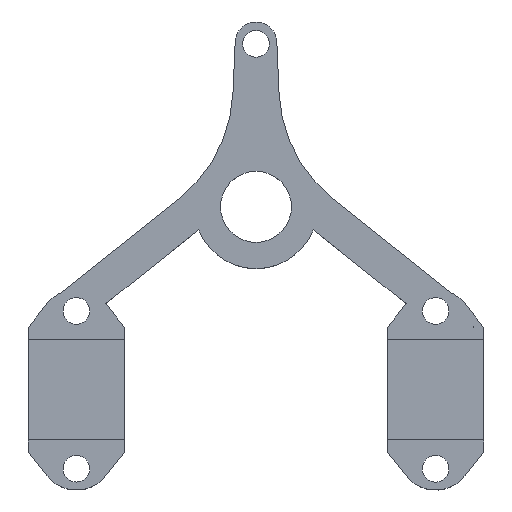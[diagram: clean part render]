
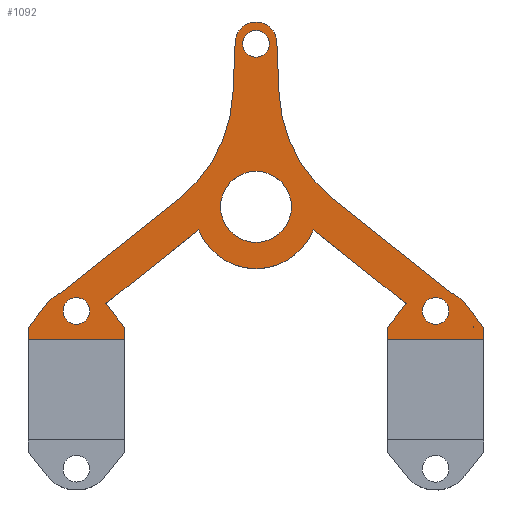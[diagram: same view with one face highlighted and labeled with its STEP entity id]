
A CAD part, top view. The second image highlights one B-rep face of the part: STEP entity #1092.
In plain terms, the highlighted planar face has unit normal (0, 0, 1).
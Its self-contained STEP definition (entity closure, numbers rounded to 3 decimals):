
#13=CIRCLE('',#1154,7.4);
#15=CIRCLE('',#1159,17.);
#17=CIRCLE('',#1163,2.498);
#19=CIRCLE('',#1167,17.);
#20=CIRCLE('',#1169,1.6);
#22=CIRCLE('',#1173,4.25);
#24=CIRCLE('',#1176,4.5);
#25=CIRCLE('',#1177,4.5);
#26=CIRCLE('',#1178,4.5);
#27=CIRCLE('',#1179,4.5);
#28=CIRCLE('',#1180,1.6);
#29=CIRCLE('',#1181,1.6);
#30=CIRCLE('',#1182,1.6);
#112=ORIENTED_EDGE('',*,*,#417,.F.);
#113=ORIENTED_EDGE('',*,*,#420,.F.);
#114=ORIENTED_EDGE('',*,*,#421,.F.);
#115=ORIENTED_EDGE('',*,*,#422,.F.);
#116=ORIENTED_EDGE('',*,*,#423,.T.);
#117=ORIENTED_EDGE('',*,*,#424,.T.);
#118=ORIENTED_EDGE('',*,*,#425,.T.);
#119=ORIENTED_EDGE('',*,*,#386,.T.);
#120=ORIENTED_EDGE('',*,*,#390,.T.);
#121=ORIENTED_EDGE('',*,*,#393,.F.);
#122=ORIENTED_EDGE('',*,*,#426,.F.);
#123=ORIENTED_EDGE('',*,*,#427,.F.);
#124=ORIENTED_EDGE('',*,*,#428,.F.);
#125=ORIENTED_EDGE('',*,*,#429,.T.);
#126=ORIENTED_EDGE('',*,*,#430,.T.);
#127=ORIENTED_EDGE('',*,*,#431,.T.);
#128=ORIENTED_EDGE('',*,*,#396,.T.);
#129=ORIENTED_EDGE('',*,*,#400,.F.);
#130=ORIENTED_EDGE('',*,*,#403,.T.);
#131=ORIENTED_EDGE('',*,*,#406,.T.);
#132=ORIENTED_EDGE('',*,*,#409,.F.);
#133=ORIENTED_EDGE('',*,*,#412,.F.);
#134=ORIENTED_EDGE('',*,*,#413,.F.);
#135=ORIENTED_EDGE('',*,*,#418,.F.);
#136=ORIENTED_EDGE('',*,*,#432,.F.);
#137=ORIENTED_EDGE('',*,*,#433,.T.);
#138=ORIENTED_EDGE('',*,*,#434,.F.);
#139=ORIENTED_EDGE('',*,*,#435,.F.);
#140=ORIENTED_EDGE('',*,*,#436,.T.);
#386=EDGE_CURVE('',#545,#544,#650,.T.);
#390=EDGE_CURVE('',#544,#547,#13,.T.);
#393=EDGE_CURVE('',#549,#547,#655,.T.);
#396=EDGE_CURVE('',#553,#552,#658,.T.);
#400=EDGE_CURVE('',#555,#552,#15,.T.);
#403=EDGE_CURVE('',#555,#557,#663,.T.);
#406=EDGE_CURVE('',#557,#559,#17,.T.);
#409=EDGE_CURVE('',#561,#559,#667,.T.);
#412=EDGE_CURVE('',#563,#561,#19,.T.);
#413=EDGE_CURVE('',#564,#564,#20,.T.);
#417=EDGE_CURVE('',#567,#563,#671,.T.);
#418=EDGE_CURVE('',#568,#568,#22,.T.);
#420=EDGE_CURVE('',#570,#567,#24,.T.);
#421=EDGE_CURVE('',#571,#570,#672,.T.);
#422=EDGE_CURVE('',#572,#571,#673,.T.);
#423=EDGE_CURVE('',#572,#573,#674,.T.);
#424=EDGE_CURVE('',#573,#574,#675,.T.);
#425=EDGE_CURVE('',#574,#545,#676,.T.);
#426=EDGE_CURVE('',#575,#549,#677,.T.);
#427=EDGE_CURVE('',#576,#575,#678,.T.);
#428=EDGE_CURVE('',#577,#576,#679,.T.);
#429=EDGE_CURVE('',#577,#578,#680,.T.);
#430=EDGE_CURVE('',#578,#579,#681,.T.);
#431=EDGE_CURVE('',#579,#553,#25,.T.);
#432=EDGE_CURVE('',#580,#581,#26,.T.);
#433=EDGE_CURVE('',#580,#581,#27,.T.);
#434=EDGE_CURVE('',#582,#583,#28,.T.);
#435=EDGE_CURVE('',#583,#582,#29,.T.);
#436=EDGE_CURVE('',#584,#584,#30,.T.);
#544=VERTEX_POINT('',#1567);
#545=VERTEX_POINT('',#1569);
#547=VERTEX_POINT('',#1575);
#549=VERTEX_POINT('',#1581);
#552=VERTEX_POINT('',#1588);
#553=VERTEX_POINT('',#1590);
#555=VERTEX_POINT('',#1596);
#557=VERTEX_POINT('',#1602);
#559=VERTEX_POINT('',#1608);
#561=VERTEX_POINT('',#1614);
#563=VERTEX_POINT('',#1620);
#564=VERTEX_POINT('',#1624);
#567=VERTEX_POINT('',#1631);
#568=VERTEX_POINT('',#1635);
#570=VERTEX_POINT('',#1640);
#571=VERTEX_POINT('',#1642);
#572=VERTEX_POINT('',#1644);
#573=VERTEX_POINT('',#1646);
#574=VERTEX_POINT('',#1648);
#575=VERTEX_POINT('',#1651);
#576=VERTEX_POINT('',#1653);
#577=VERTEX_POINT('',#1655);
#578=VERTEX_POINT('',#1657);
#579=VERTEX_POINT('',#1659);
#580=VERTEX_POINT('',#1662);
#581=VERTEX_POINT('',#1663);
#582=VERTEX_POINT('',#1666);
#583=VERTEX_POINT('',#1667);
#584=VERTEX_POINT('',#1670);
#650=LINE('',#1568,#770);
#655=LINE('',#1582,#775);
#658=LINE('',#1589,#778);
#663=LINE('',#1603,#783);
#667=LINE('',#1615,#787);
#671=LINE('',#1632,#791);
#672=LINE('',#1641,#792);
#673=LINE('',#1643,#793);
#674=LINE('',#1645,#794);
#675=LINE('',#1647,#795);
#676=LINE('',#1649,#796);
#677=LINE('',#1650,#797);
#678=LINE('',#1652,#798);
#679=LINE('',#1654,#799);
#680=LINE('',#1656,#800);
#681=LINE('',#1658,#801);
#770=VECTOR('',#1253,1000.);
#775=VECTOR('',#1266,1000.);
#778=VECTOR('',#1271,1000.);
#783=VECTOR('',#1284,1000.);
#787=VECTOR('',#1296,1000.);
#791=VECTOR('',#1314,1000.);
#792=VECTOR('',#1325,1000.);
#793=VECTOR('',#1326,1000.);
#794=VECTOR('',#1327,1000.);
#795=VECTOR('',#1328,1000.);
#796=VECTOR('',#1329,1000.);
#797=VECTOR('',#1330,1000.);
#798=VECTOR('',#1331,1000.);
#799=VECTOR('',#1332,1000.);
#800=VECTOR('',#1333,1000.);
#801=VECTOR('',#1334,1000.);
#902=EDGE_LOOP('',(#112,#113,#114,#115,#116,#117,#118,#119,#120,#121,#122,
#123,#124,#125,#126,#127,#128,#129,#130,#131,#132,#133));
#903=EDGE_LOOP('',(#134));
#904=EDGE_LOOP('',(#135));
#905=EDGE_LOOP('',(#136,#137));
#906=EDGE_LOOP('',(#138,#139));
#907=EDGE_LOOP('',(#140));
#978=FACE_BOUND('',#902,.T.);
#979=FACE_BOUND('',#903,.T.);
#980=FACE_BOUND('',#904,.T.);
#981=FACE_BOUND('',#905,.T.);
#982=FACE_BOUND('',#906,.T.);
#983=FACE_BOUND('',#907,.T.);
#1046=PLANE('',#1175);
#1092=ADVANCED_FACE('',(#978,#979,#980,#981,#982,#983),#1046,.T.);
#1154=AXIS2_PLACEMENT_3D('',#1576,#1260,#1261);
#1159=AXIS2_PLACEMENT_3D('',#1597,#1278,#1279);
#1163=AXIS2_PLACEMENT_3D('',#1609,#1290,#1291);
#1167=AXIS2_PLACEMENT_3D('',#1621,#1302,#1303);
#1169=AXIS2_PLACEMENT_3D('',#1623,#1306,#1307);
#1173=AXIS2_PLACEMENT_3D('',#1634,#1317,#1318);
#1175=AXIS2_PLACEMENT_3D('',#1638,#1321,#1322);
#1176=AXIS2_PLACEMENT_3D('',#1639,#1323,#1324);
#1177=AXIS2_PLACEMENT_3D('',#1660,#1335,#1336);
#1178=AXIS2_PLACEMENT_3D('',#1661,#1337,#1338);
#1179=AXIS2_PLACEMENT_3D('',#1664,#1339,#1340);
#1180=AXIS2_PLACEMENT_3D('',#1665,#1341,#1342);
#1181=AXIS2_PLACEMENT_3D('',#1668,#1343,#1344);
#1182=AXIS2_PLACEMENT_3D('',#1669,#1345,#1346);
#1253=DIRECTION('',(0.783,0.623,0.));
#1260=DIRECTION('',(0.,0.,1.));
#1261=DIRECTION('',(1.,0.,0.));
#1266=DIRECTION('',(-0.783,0.623,0.));
#1271=DIRECTION('',(-0.783,0.623,0.));
#1278=DIRECTION('',(0.,0.,1.));
#1279=DIRECTION('',(1.,0.,0.));
#1284=DIRECTION('',(-0.044,0.999,0.));
#1290=DIRECTION('',(0.,0.,1.));
#1291=DIRECTION('',(1.,0.,0.));
#1296=DIRECTION('',(0.044,0.999,0.));
#1302=DIRECTION('',(0.,0.,1.));
#1303=DIRECTION('',(1.,0.,0.));
#1306=DIRECTION('',(0.,0.,1.));
#1307=DIRECTION('',(1.,0.,0.));
#1314=DIRECTION('',(0.783,0.623,0.));
#1317=DIRECTION('',(0.,0.,1.));
#1318=DIRECTION('',(1.,0.,0.));
#1321=DIRECTION('',(0.,0.,1.));
#1322=DIRECTION('',(1.,0.,0.));
#1323=DIRECTION('',(0.,0.,-1.));
#1324=DIRECTION('',(1.,0.,0.));
#1325=DIRECTION('',(0.623,0.783,0.));
#1326=DIRECTION('',(0.,1.,0.));
#1327=DIRECTION('',(1.,0.,0.));
#1328=DIRECTION('',(0.,1.,0.));
#1329=DIRECTION('',(-0.623,0.783,0.));
#1330=DIRECTION('',(0.623,0.783,0.));
#1331=DIRECTION('',(0.,1.,0.));
#1332=DIRECTION('',(-1.,0.,0.));
#1333=DIRECTION('',(0.,1.,0.));
#1334=DIRECTION('',(-0.623,0.783,0.));
#1335=DIRECTION('',(0.,0.,1.));
#1336=DIRECTION('',(1.,0.,0.));
#1337=DIRECTION('',(0.,0.,1.));
#1338=DIRECTION('',(1.,0.,0.));
#1339=DIRECTION('',(0.,0.,1.));
#1340=DIRECTION('',(1.,0.,0.));
#1341=DIRECTION('',(0.,0.,1.));
#1342=DIRECTION('',(1.,0.,0.));
#1343=DIRECTION('',(0.,0.,1.));
#1344=DIRECTION('',(1.,0.,0.));
#1345=DIRECTION('',(0.,0.,-1.));
#1346=DIRECTION('',(1.,0.,0.));
#1567=CARTESIAN_POINT('',(-6.866,23.94,20.1));
#1568=CARTESIAN_POINT('',(-12.422,19.521,20.1));
#1569=CARTESIAN_POINT('',(-17.978,15.101,20.1));
#1575=CARTESIAN_POINT('',(6.866,23.94,20.1));
#1576=CARTESIAN_POINT('',(0.,26.7,20.1));
#1581=CARTESIAN_POINT('',(17.978,15.101,20.1));
#1582=CARTESIAN_POINT('',(12.422,19.521,20.1));
#1588=CARTESIAN_POINT('',(9.165,27.714,20.1));
#1589=CARTESIAN_POINT('',(16.301,22.038,20.1));
#1590=CARTESIAN_POINT('',(23.437,16.362,20.1));
#1596=CARTESIAN_POINT('',(2.764,40.273,20.1));
#1597=CARTESIAN_POINT('',(19.748,41.019,20.1));
#1602=CARTESIAN_POINT('',(2.498,46.335,20.1));
#1603=CARTESIAN_POINT('',(2.631,43.304,20.1));
#1608=CARTESIAN_POINT('',(-2.498,46.335,20.1));
#1609=CARTESIAN_POINT('',(0.,46.335,20.1));
#1614=CARTESIAN_POINT('',(-2.764,40.273,20.1));
#1615=CARTESIAN_POINT('',(-2.631,43.304,20.1));
#1620=CARTESIAN_POINT('',(-9.165,27.714,20.1));
#1621=CARTESIAN_POINT('',(-19.748,41.019,20.1));
#1623=CARTESIAN_POINT('',(0.,46.226,20.1));
#1624=CARTESIAN_POINT('',(1.6,46.226,20.1));
#1631=CARTESIAN_POINT('',(-23.437,16.362,20.1));
#1632=CARTESIAN_POINT('',(-16.301,22.038,20.1));
#1634=CARTESIAN_POINT('',(0.,26.7,20.1));
#1635=CARTESIAN_POINT('',(4.25,26.7,20.1));
#1638=CARTESIAN_POINT('',(0.,31.967,20.1));
#1639=CARTESIAN_POINT('',(-21.5,12.3,20.1));
#1640=CARTESIAN_POINT('',(-25.022,15.101,20.1));
#1641=CARTESIAN_POINT('',(-26.136,13.701,20.1));
#1642=CARTESIAN_POINT('',(-27.25,12.3,20.1));
#1643=CARTESIAN_POINT('',(-27.25,11.55,20.1));
#1644=CARTESIAN_POINT('',(-27.25,10.8,20.1));
#1645=CARTESIAN_POINT('',(-21.5,10.8,20.1));
#1646=CARTESIAN_POINT('',(-15.75,10.8,20.1));
#1647=CARTESIAN_POINT('',(-15.75,11.55,20.1));
#1648=CARTESIAN_POINT('',(-15.75,12.3,20.1));
#1649=CARTESIAN_POINT('',(-16.864,13.701,20.1));
#1650=CARTESIAN_POINT('',(16.864,13.701,20.1));
#1651=CARTESIAN_POINT('',(15.75,12.3,20.1));
#1652=CARTESIAN_POINT('',(15.75,11.55,20.1));
#1653=CARTESIAN_POINT('',(15.75,10.8,20.1));
#1654=CARTESIAN_POINT('',(21.5,10.8,20.1));
#1655=CARTESIAN_POINT('',(27.25,10.8,20.1));
#1656=CARTESIAN_POINT('',(27.25,11.55,20.1));
#1657=CARTESIAN_POINT('',(27.25,12.3,20.1));
#1658=CARTESIAN_POINT('',(26.136,13.701,20.1));
#1659=CARTESIAN_POINT('',(25.022,15.101,20.1));
#1660=CARTESIAN_POINT('',(21.5,12.3,20.1));
#1661=CARTESIAN_POINT('',(21.5,12.3,20.1));
#1662=CARTESIAN_POINT('',(26.,12.3,20.1));
#1663=CARTESIAN_POINT('',(26.,12.35,20.1));
#1664=CARTESIAN_POINT('',(21.5,12.3,20.1));
#1665=CARTESIAN_POINT('',(21.5,14.25,20.1));
#1666=CARTESIAN_POINT('',(21.5,12.65,20.1));
#1667=CARTESIAN_POINT('',(21.5,15.85,20.1));
#1668=CARTESIAN_POINT('',(21.5,14.25,20.1));
#1669=CARTESIAN_POINT('',(-21.5,14.25,20.1));
#1670=CARTESIAN_POINT('',(-19.9,14.25,20.1));
